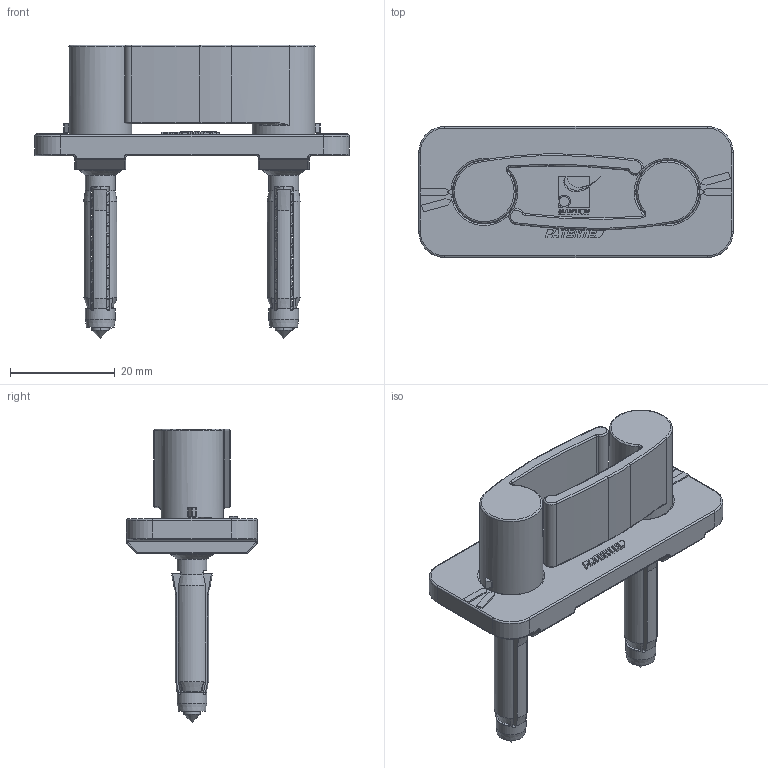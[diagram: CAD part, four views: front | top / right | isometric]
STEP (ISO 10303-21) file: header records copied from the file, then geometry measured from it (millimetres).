
FILE_DESCRIPTION(/* description */ (''),/* implementation_level */ '2;1');
FILE_NAME(/* name */ '1103RG.stp',/* time_stamp */ '2022-12-01T15:50:43+01:00',/* author */ ('Giuliano'),/* organization */ (''),/* preprocessor_version */ 'ST-DEVELOPER v18.1',/* originating_system */ 'Autodesk Inventor 2021',/* authorisation */ '');
FILE_SCHEMA (('AUTOMOTIVE_DESIGN { 1 0 10303 214 3 1 1 }'));
Length unit declared in the file: millimetre
Products named in the file (1): Pièce3
Bounding box: 60 x 25 x 56 mm (x, y, z)
Volume: 14370.9 mm3; surface area: 10373.1 mm2
Topology: 1 solids, 1 shells, 955 faces, 2910 edges, 1875 vertices
Faces by surface type: plane 628, cylinder 171, torus 60, cone 50, bspline 30, sphere 16
Full cylindrical faces by diameter (mm): 1.939 x1, 3.2 x18, 3.668 x2, 5.7 x4, 12 x2, 12.2 x2
Entity records: 42526 total; most frequent: CARTESIAN_POINT 16289, ORIENTED_EDGE 5792, DIRECTION 5481, EDGE_CURVE 2896, AXIS2_PLACEMENT_3D 2141, VERTEX_POINT 1875, LINE 1199, VECTOR 1199
